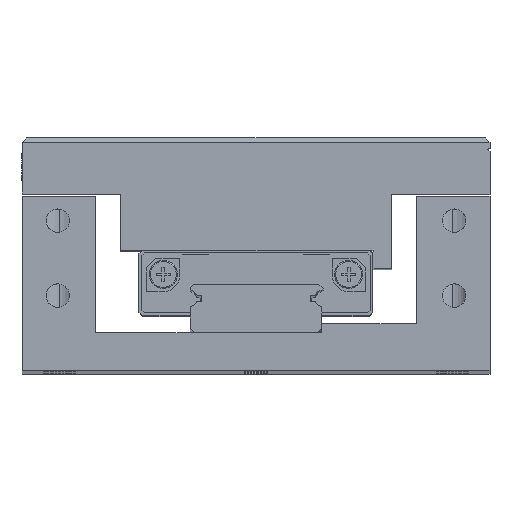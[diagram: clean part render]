
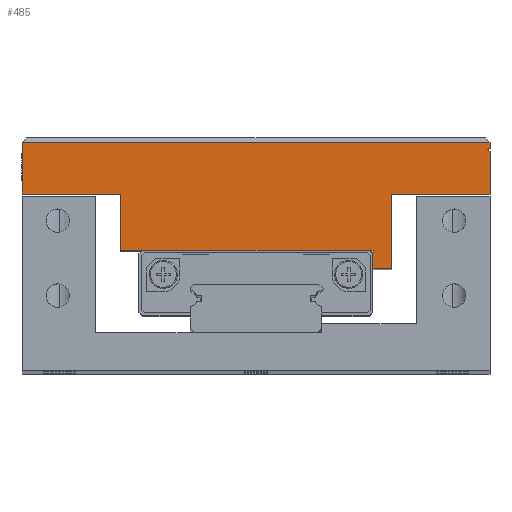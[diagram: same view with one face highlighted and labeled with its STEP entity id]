
A CAD part, top view. The second image highlights one B-rep face of the part: STEP entity #485.
In plain terms, the highlighted face is planar.
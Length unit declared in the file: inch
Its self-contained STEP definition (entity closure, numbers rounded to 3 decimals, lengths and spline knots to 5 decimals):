
#96 = EDGE_CURVE ( 'NONE', #27873, #27949, #16502, .T. ) ;
#311 = CARTESIAN_POINT ( 'NONE',  ( -1.24016, 0.51181, -1.01083 ) ) ;
#353 = LINE ( 'NONE', #28452, #8308 ) ;
#485 = ADVANCED_FACE ( 'NONE', ( #19053 ), #5167, .T. ) ;
#639 = DIRECTION ( 'NONE',  ( 1., 0., 0. ) ) ;
#1284 = DIRECTION ( 'NONE',  ( -1., 0., 0. ) ) ;
#1358 = EDGE_CURVE ( 'NONE', #16745, #6681, #17260, .T. ) ;
#1390 = LINE ( 'NONE', #10416, #4351 ) ;
#2539 = DIRECTION ( 'NONE',  ( 0.707, 0.707, 0. ) ) ;
#2585 = VERTEX_POINT ( 'NONE', #9399 ) ;
#2860 = VERTEX_POINT ( 'NONE', #29959 ) ;
#2937 = VERTEX_POINT ( 'NONE', #21221 ) ;
#3068 = DIRECTION ( 'NONE',  ( 0., -1., 0. ) ) ;
#3157 = VERTEX_POINT ( 'NONE', #24437 ) ;
#3183 = EDGE_CURVE ( 'NONE', #4670, #25074, #20575, .T. ) ;
#3970 = DIRECTION ( 'NONE',  ( -1., 0., 0. ) ) ;
#4351 = VECTOR ( 'NONE', #3068, 39.37008 ) ;
#4371 = ORIENTED_EDGE ( 'NONE', *, *, #19985, .F. ) ;
#4407 = CARTESIAN_POINT ( 'NONE',  ( -0.57087, 0.43307, -1.01083 ) ) ;
#4412 = EDGE_CURVE ( 'NONE', #2937, #2585, #19125, .T. ) ;
#4471 = LINE ( 'NONE', #13926, #20733 ) ;
#4670 = VERTEX_POINT ( 'NONE', #25519 ) ;
#4678 = CARTESIAN_POINT ( 'NONE',  ( -1.24016, 0.96457, -1.01083 ) ) ;
#5167 = PLANE ( 'NONE',  #10877 ) ;
#5727 = LINE ( 'NONE', #24488, #18410 ) ;
#5894 = CARTESIAN_POINT ( 'NONE',  ( -0.49213, 0.01969, -1.01083 ) ) ;
#5999 = EDGE_CURVE ( 'NONE', #2585, #15752, #4471, .T. ) ;
#6681 = VERTEX_POINT ( 'NONE', #19671 ) ;
#7133 = CARTESIAN_POINT ( 'NONE',  ( -0.57087, 0.74803, -1.01083 ) ) ;
#7385 = LINE ( 'NONE', #16678, #8690 ) ;
#7891 = CARTESIAN_POINT ( 'NONE',  ( -0.98425, 0.98425, -1.01083 ) ) ;
#8308 = VECTOR ( 'NONE', #26151, 39.37008 ) ;
#8349 = VECTOR ( 'NONE', #25596, 39.37008 ) ;
#8543 = VERTEX_POINT ( 'NONE', #28584 ) ;
#8645 = CARTESIAN_POINT ( 'NONE',  ( -0.98425, 0.94488, -1.01083 ) ) ;
#8690 = VECTOR ( 'NONE', #639, 39.37008 ) ;
#9037 = DIRECTION ( 'NONE',  ( 0., 1., 0. ) ) ;
#9056 = CARTESIAN_POINT ( 'NONE',  ( -0.49213, 0.49606, -1.01083 ) ) ;
#9399 = CARTESIAN_POINT ( 'NONE',  ( 0.57087, 0.51181, -1.01083 ) ) ;
#9644 = DIRECTION ( 'NONE',  ( 0., 1., 0. ) ) ;
#9738 = LINE ( 'NONE', #16590, #16937 ) ;
#9773 = CARTESIAN_POINT ( 'NONE',  ( -0.98425, 0.9252, -1.01083 ) ) ;
#10108 = ORIENTED_EDGE ( 'NONE', *, *, #28379, .T. ) ;
#10161 = LINE ( 'NONE', #7891, #12078 ) ;
#10416 = CARTESIAN_POINT ( 'NONE',  ( -0.49213, 0.49606, -1.01083 ) ) ;
#10508 = VERTEX_POINT ( 'NONE', #9773 ) ;
#10536 = ORIENTED_EDGE ( 'NONE', *, *, #28429, .T. ) ;
#10648 = VECTOR ( 'NONE', #10677, 39.37008 ) ;
#10677 = DIRECTION ( 'NONE',  ( 0., 1., 0. ) ) ;
#10695 = EDGE_CURVE ( 'NONE', #25074, #2860, #13401, .T. ) ;
#10809 = ORIENTED_EDGE ( 'NONE', *, *, #96, .F. ) ;
#10877 = AXIS2_PLACEMENT_3D ( 'NONE', #28676, #23769, #12208 ) ;
#10961 = ORIENTED_EDGE ( 'NONE', *, *, #11996, .T. ) ;
#11425 = LINE ( 'NONE', #4678, #25980 ) ;
#11522 = EDGE_CURVE ( 'NONE', #2860, #27949, #11425, .T. ) ;
#11628 = CARTESIAN_POINT ( 'NONE',  ( -0.57087, 0.98425, -1.01083 ) ) ;
#11996 = EDGE_CURVE ( 'NONE', #27873, #2937, #353, .T. ) ;
#12078 = VECTOR ( 'NONE', #17630, 39.37008 ) ;
#12085 = CARTESIAN_POINT ( 'NONE',  ( 0.98425, 0.01969, -1.01083 ) ) ;
#12208 = DIRECTION ( 'NONE',  ( -1., 0., 0. ) ) ;
#12579 = EDGE_CURVE ( 'NONE', #21697, #3157, #1390, .T. ) ;
#13401 = LINE ( 'NONE', #24539, #10648 ) ;
#13926 = CARTESIAN_POINT ( 'NONE',  ( -1.24016, 0.51181, -1.01083 ) ) ;
#14486 = VERTEX_POINT ( 'NONE', #4407 ) ;
#15752 = VERTEX_POINT ( 'NONE', #23092 ) ;
#16314 = CARTESIAN_POINT ( 'NONE',  ( -0.47638, 0.51181, -1.01083 ) ) ;
#16502 = LINE ( 'NONE', #12085, #28364 ) ;
#16590 = CARTESIAN_POINT ( 'NONE',  ( -0.98425, 0.9252, -1.01083 ) ) ;
#16604 = CARTESIAN_POINT ( 'NONE',  ( 0.98425, 0.74803, -1.01083 ) ) ;
#16678 = CARTESIAN_POINT ( 'NONE',  ( -1.24016, 0.74803, -1.01083 ) ) ;
#16721 = ORIENTED_EDGE ( 'NONE', *, *, #10695, .T. ) ;
#16742 = ORIENTED_EDGE ( 'NONE', *, *, #4412, .T. ) ;
#16745 = VERTEX_POINT ( 'NONE', #16314 ) ;
#16800 = DIRECTION ( 'NONE',  ( -1., 0., 0. ) ) ;
#16937 = VECTOR ( 'NONE', #2539, 39.37008 ) ;
#17076 = ORIENTED_EDGE ( 'NONE', *, *, #3183, .T. ) ;
#17260 = LINE ( 'NONE', #311, #28747 ) ;
#17300 = VECTOR ( 'NONE', #28590, 39.37008 ) ;
#17630 = DIRECTION ( 'NONE',  ( 0., 1., 0. ) ) ;
#18267 = VERTEX_POINT ( 'NONE', #7133 ) ;
#18316 = EDGE_CURVE ( 'NONE', #10508, #4670, #9738, .T. ) ;
#18410 = VECTOR ( 'NONE', #1284, 39.37008 ) ;
#18579 = DIRECTION ( 'NONE',  ( 1., 0., 0. ) ) ;
#18669 = ORIENTED_EDGE ( 'NONE', *, *, #1358, .T. ) ;
#18917 = VECTOR ( 'NONE', #9037, 39.37008 ) ;
#19053 = FACE_OUTER_BOUND ( 'NONE', #25881, .T. ) ;
#19125 = LINE ( 'NONE', #24152, #17300 ) ;
#19643 = ORIENTED_EDGE ( 'NONE', *, *, #5999, .T. ) ;
#19671 = CARTESIAN_POINT ( 'NONE',  ( -0.49213, 0.51181, -1.01083 ) ) ;
#19683 = ORIENTED_EDGE ( 'NONE', *, *, #27326, .T. ) ;
#19985 = EDGE_CURVE ( 'NONE', #21697, #6681, #24491, .T. ) ;
#20575 = LINE ( 'NONE', #22694, #8349 ) ;
#20733 = VECTOR ( 'NONE', #23211, 39.37008 ) ;
#20864 = EDGE_CURVE ( 'NONE', #3157, #14486, #22565, .T. ) ;
#21221 = CARTESIAN_POINT ( 'NONE',  ( 0.57087, 0.74803, -1.01083 ) ) ;
#21624 = VECTOR ( 'NONE', #3970, 39.37008 ) ;
#21697 = VERTEX_POINT ( 'NONE', #9056 ) ;
#22565 = LINE ( 'NONE', #27328, #21624 ) ;
#22694 = CARTESIAN_POINT ( 'NONE',  ( -0.97441, 0.93504, -1.01083 ) ) ;
#22738 = LINE ( 'NONE', #11628, #18917 ) ;
#23092 = CARTESIAN_POINT ( 'NONE',  ( 0.47638, 0.51181, -1.01083 ) ) ;
#23211 = DIRECTION ( 'NONE',  ( -1., 0., 0. ) ) ;
#23491 = ORIENTED_EDGE ( 'NONE', *, *, #20864, .T. ) ;
#23769 = DIRECTION ( 'NONE',  ( 0., 0., -1. ) ) ;
#24021 = VECTOR ( 'NONE', #26639, 39.37008 ) ;
#24152 = CARTESIAN_POINT ( 'NONE',  ( 0.57087, 0.98425, -1.01083 ) ) ;
#24212 = CARTESIAN_POINT ( 'NONE',  ( 0.98425, 0.96457, -1.01083 ) ) ;
#24437 = CARTESIAN_POINT ( 'NONE',  ( -0.49213, 0.43307, -1.01083 ) ) ;
#24488 = CARTESIAN_POINT ( 'NONE',  ( -1.24016, 0.51181, -1.01083 ) ) ;
#24491 = LINE ( 'NONE', #5894, #24021 ) ;
#24539 = CARTESIAN_POINT ( 'NONE',  ( -0.98425, 0.01969, -1.01083 ) ) ;
#24555 = ORIENTED_EDGE ( 'NONE', *, *, #11522, .T. ) ;
#25074 = VERTEX_POINT ( 'NONE', #8645 ) ;
#25519 = CARTESIAN_POINT ( 'NONE',  ( -0.97441, 0.93504, -1.01083 ) ) ;
#25596 = DIRECTION ( 'NONE',  ( -0.707, 0.707, 0. ) ) ;
#25881 = EDGE_LOOP ( 'NONE', ( #17076, #16721, #24555, #10809, #10961, #16742, #19643, #10536, #18669, #4371, #28468, #23491, #19683, #27087, #10108, #29036 ) ) ;
#25980 = VECTOR ( 'NONE', #18579, 39.37008 ) ;
#26151 = DIRECTION ( 'NONE',  ( -1., 0., 0. ) ) ;
#26639 = DIRECTION ( 'NONE',  ( 0., 1., 0. ) ) ;
#27087 = ORIENTED_EDGE ( 'NONE', *, *, #27103, .F. ) ;
#27103 = EDGE_CURVE ( 'NONE', #8543, #18267, #7385, .T. ) ;
#27326 = EDGE_CURVE ( 'NONE', #14486, #18267, #22738, .T. ) ;
#27328 = CARTESIAN_POINT ( 'NONE',  ( -1.24016, 0.43307, -1.01083 ) ) ;
#27873 = VERTEX_POINT ( 'NONE', #16604 ) ;
#27949 = VERTEX_POINT ( 'NONE', #24212 ) ;
#28364 = VECTOR ( 'NONE', #9644, 39.37008 ) ;
#28379 = EDGE_CURVE ( 'NONE', #8543, #10508, #10161, .T. ) ;
#28429 = EDGE_CURVE ( 'NONE', #15752, #16745, #5727, .T. ) ;
#28452 = CARTESIAN_POINT ( 'NONE',  ( -1.24016, 0.74803, -1.01083 ) ) ;
#28468 = ORIENTED_EDGE ( 'NONE', *, *, #12579, .T. ) ;
#28584 = CARTESIAN_POINT ( 'NONE',  ( -0.98425, 0.74803, -1.01083 ) ) ;
#28590 = DIRECTION ( 'NONE',  ( 0., -1., 0. ) ) ;
#28676 = CARTESIAN_POINT ( 'NONE',  ( -1.24016, 0.98425, -1.01083 ) ) ;
#28747 = VECTOR ( 'NONE', #16800, 39.37008 ) ;
#29036 = ORIENTED_EDGE ( 'NONE', *, *, #18316, .T. ) ;
#29959 = CARTESIAN_POINT ( 'NONE',  ( -0.98425, 0.96457, -1.01083 ) ) ;
